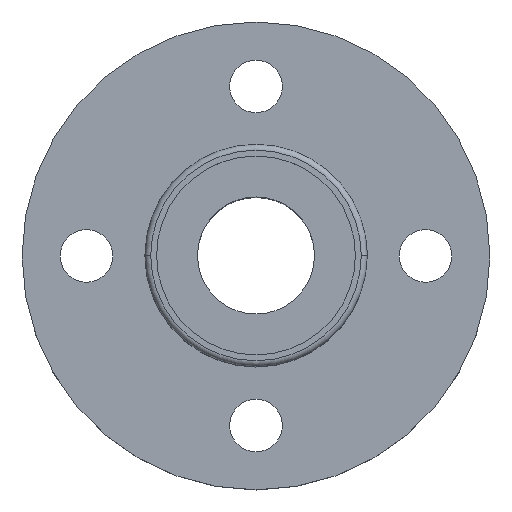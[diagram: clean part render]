
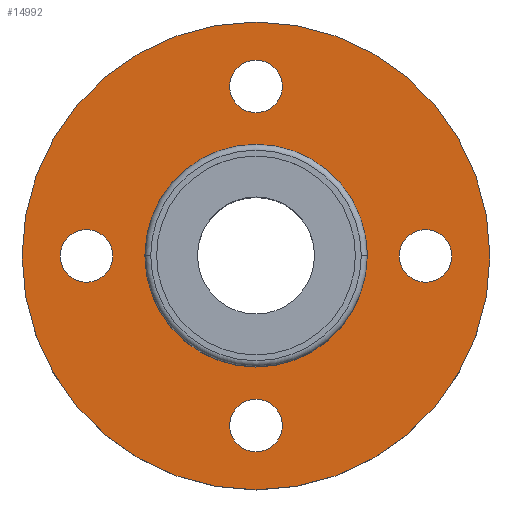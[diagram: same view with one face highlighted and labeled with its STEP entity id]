
A CAD part, top view. The second image highlights one B-rep face of the part: STEP entity #14992.
In plain terms, the highlighted planar face has unit normal (0, 0, 1).
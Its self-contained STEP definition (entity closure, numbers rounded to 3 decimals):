
#122 = CIRCLE ( 'NONE', #4843, 2.25 ) ;
#130 = CIRCLE ( 'NONE', #9803, 2.25 ) ;
#396 = CIRCLE ( 'NONE', #8804, 20. ) ;
#616 = CARTESIAN_POINT ( 'NONE',  ( -16.75, 0., 0. ) ) ;
#756 = EDGE_CURVE ( 'NONE', #13958, #3300, #6642, .T. ) ;
#785 = ORIENTED_EDGE ( 'NONE', *, *, #1430, .T. ) ;
#813 = CARTESIAN_POINT ( 'NONE',  ( 0., 0., 0. ) ) ;
#850 = FACE_BOUND ( 'NONE', #4107, .T. ) ;
#1390 = CARTESIAN_POINT ( 'NONE',  ( -9.5, 0., 0. ) ) ;
#1409 = AXIS2_PLACEMENT_3D ( 'NONE', #2292, #3386, #11754 ) ;
#1430 = EDGE_CURVE ( 'NONE', #6301, #7352, #4445, .T. ) ;
#1929 = CARTESIAN_POINT ( 'NONE',  ( 0., -14.5, 0. ) ) ;
#1955 = CARTESIAN_POINT ( 'NONE',  ( 14.5, 0., 0. ) ) ;
#1957 = ORIENTED_EDGE ( 'NONE', *, *, #13550, .F. ) ;
#1980 = DIRECTION ( 'NONE',  ( 0., 0., -1. ) ) ;
#2017 = FACE_OUTER_BOUND ( 'NONE', #11584, .T. ) ;
#2172 = FACE_BOUND ( 'NONE', #12299, .T. ) ;
#2292 = CARTESIAN_POINT ( 'NONE',  ( 0., 0., 0. ) ) ;
#2443 = AXIS2_PLACEMENT_3D ( 'NONE', #1955, #11422, #3435 ) ;
#2471 = AXIS2_PLACEMENT_3D ( 'NONE', #7396, #6161, #3680 ) ;
#2594 = AXIS2_PLACEMENT_3D ( 'NONE', #5744, #12867, #12949 ) ;
#2643 = VERTEX_POINT ( 'NONE', #616 ) ;
#2829 = EDGE_CURVE ( 'NONE', #15228, #6302, #13173, .T. ) ;
#2863 = AXIS2_PLACEMENT_3D ( 'NONE', #9114, #1980, #8109 ) ;
#3262 = DIRECTION ( 'NONE',  ( 0., 0., -1. ) ) ;
#3300 = VERTEX_POINT ( 'NONE', #9598 ) ;
#3334 = FACE_BOUND ( 'NONE', #11797, .T. ) ;
#3361 = ORIENTED_EDGE ( 'NONE', *, *, #8248, .T. ) ;
#3386 = DIRECTION ( 'NONE',  ( 0., 0., -1. ) ) ;
#3435 = DIRECTION ( 'NONE',  ( -1., 0., 0. ) ) ;
#3451 = CARTESIAN_POINT ( 'NONE',  ( 20., 0., 0. ) ) ;
#3615 = DIRECTION ( 'NONE',  ( 0., 0., -1. ) ) ;
#3680 = DIRECTION ( 'NONE',  ( 1., 0., 0. ) ) ;
#3743 = ORIENTED_EDGE ( 'NONE', *, *, #5631, .F. ) ;
#3752 = EDGE_LOOP ( 'NONE', ( #785, #6559 ) ) ;
#3978 = CARTESIAN_POINT ( 'NONE',  ( 2.25, -14.5, 0. ) ) ;
#4037 = ORIENTED_EDGE ( 'NONE', *, *, #12354, .T. ) ;
#4107 = EDGE_LOOP ( 'NONE', ( #3361, #10959 ) ) ;
#4180 = DIRECTION ( 'NONE',  ( 0., 0., -1. ) ) ;
#4356 = AXIS2_PLACEMENT_3D ( 'NONE', #12864, #9297, #15064 ) ;
#4431 = PLANE ( 'NONE',  #5120 ) ;
#4445 = CIRCLE ( 'NONE', #2443, 2.25 ) ;
#4538 = VERTEX_POINT ( 'NONE', #8574 ) ;
#4555 = CARTESIAN_POINT ( 'NONE',  ( 16.75, 0., 0. ) ) ;
#4714 = EDGE_CURVE ( 'NONE', #4538, #13356, #5431, .T. ) ;
#4843 = AXIS2_PLACEMENT_3D ( 'NONE', #14045, #8361, #9446 ) ;
#4878 = CIRCLE ( 'NONE', #1409, 20. ) ;
#4896 = DIRECTION ( 'NONE',  ( 0., 0., -1. ) ) ;
#5008 = AXIS2_PLACEMENT_3D ( 'NONE', #5905, #4896, #8302 ) ;
#5120 = AXIS2_PLACEMENT_3D ( 'NONE', #13895, #3262, #15373 ) ;
#5255 = ORIENTED_EDGE ( 'NONE', *, *, #13179, .T. ) ;
#5431 = CIRCLE ( 'NONE', #9882, 9.5 ) ;
#5506 = DIRECTION ( 'NONE',  ( -1., 0., 0. ) ) ;
#5550 = VERTEX_POINT ( 'NONE', #3451 ) ;
#5631 = EDGE_CURVE ( 'NONE', #13356, #4538, #11385, .T. ) ;
#5744 = CARTESIAN_POINT ( 'NONE',  ( -14.5, 0., 0. ) ) ;
#5905 = CARTESIAN_POINT ( 'NONE',  ( 0., 14.5, 0. ) ) ;
#6161 = DIRECTION ( 'NONE',  ( 0., 0., 1. ) ) ;
#6205 = EDGE_CURVE ( 'NONE', #10800, #5550, #4878, .T. ) ;
#6301 = VERTEX_POINT ( 'NONE', #4555 ) ;
#6302 = VERTEX_POINT ( 'NONE', #14998 ) ;
#6559 = ORIENTED_EDGE ( 'NONE', *, *, #14572, .T. ) ;
#6642 = CIRCLE ( 'NONE', #7620, 2.25 ) ;
#6718 = CARTESIAN_POINT ( 'NONE',  ( 0., -14.5, 0. ) ) ;
#6783 = DIRECTION ( 'NONE',  ( 1., 0., 0. ) ) ;
#6853 = ORIENTED_EDGE ( 'NONE', *, *, #756, .T. ) ;
#6979 = FACE_BOUND ( 'NONE', #9896, .T. ) ;
#7251 = CARTESIAN_POINT ( 'NONE',  ( 12.25, 0., 0. ) ) ;
#7352 = VERTEX_POINT ( 'NONE', #7251 ) ;
#7396 = CARTESIAN_POINT ( 'NONE',  ( 0., 0., 0. ) ) ;
#7543 = CIRCLE ( 'NONE', #4356, 2.25 ) ;
#7620 = AXIS2_PLACEMENT_3D ( 'NONE', #6718, #12368, #11448 ) ;
#7689 = ORIENTED_EDGE ( 'NONE', *, *, #4714, .F. ) ;
#8109 = DIRECTION ( 'NONE',  ( -1., 0., 0. ) ) ;
#8248 = EDGE_CURVE ( 'NONE', #6302, #15228, #122, .T. ) ;
#8302 = DIRECTION ( 'NONE',  ( -1., 0., 0. ) ) ;
#8361 = DIRECTION ( 'NONE',  ( 0., 0., -1. ) ) ;
#8574 = CARTESIAN_POINT ( 'NONE',  ( 9.5, 0., 0. ) ) ;
#8804 = AXIS2_PLACEMENT_3D ( 'NONE', #10754, #3615, #11845 ) ;
#9114 = CARTESIAN_POINT ( 'NONE',  ( 14.5, 0., 0. ) ) ;
#9177 = CARTESIAN_POINT ( 'NONE',  ( -12.25, 0., 0. ) ) ;
#9297 = DIRECTION ( 'NONE',  ( 0., 0., -1. ) ) ;
#9408 = VERTEX_POINT ( 'NONE', #9177 ) ;
#9446 = DIRECTION ( 'NONE',  ( -1., 0., 0. ) ) ;
#9598 = CARTESIAN_POINT ( 'NONE',  ( -2.25, -14.5, 0. ) ) ;
#9803 = AXIS2_PLACEMENT_3D ( 'NONE', #1929, #4180, #5506 ) ;
#9882 = AXIS2_PLACEMENT_3D ( 'NONE', #813, #15184, #6783 ) ;
#9896 = EDGE_LOOP ( 'NONE', ( #6853, #5255 ) ) ;
#10748 = EDGE_CURVE ( 'NONE', #9408, #2643, #12005, .T. ) ;
#10754 = CARTESIAN_POINT ( 'NONE',  ( 0., 0., 0. ) ) ;
#10800 = VERTEX_POINT ( 'NONE', #15068 ) ;
#10959 = ORIENTED_EDGE ( 'NONE', *, *, #2829, .T. ) ;
#11219 = CARTESIAN_POINT ( 'NONE',  ( -2.25, 14.5, 0. ) ) ;
#11385 = CIRCLE ( 'NONE', #2471, 9.5 ) ;
#11422 = DIRECTION ( 'NONE',  ( 0., 0., -1. ) ) ;
#11448 = DIRECTION ( 'NONE',  ( -1., 0., 0. ) ) ;
#11550 = CIRCLE ( 'NONE', #2863, 2.25 ) ;
#11584 = EDGE_LOOP ( 'NONE', ( #1957, #13286 ) ) ;
#11754 = DIRECTION ( 'NONE',  ( -1., 0., 0. ) ) ;
#11797 = EDGE_LOOP ( 'NONE', ( #13918, #4037 ) ) ;
#11845 = DIRECTION ( 'NONE',  ( -1., 0., 0. ) ) ;
#12005 = CIRCLE ( 'NONE', #2594, 2.25 ) ;
#12299 = EDGE_LOOP ( 'NONE', ( #3743, #7689 ) ) ;
#12354 = EDGE_CURVE ( 'NONE', #2643, #9408, #7543, .T. ) ;
#12368 = DIRECTION ( 'NONE',  ( 0., 0., -1. ) ) ;
#12864 = CARTESIAN_POINT ( 'NONE',  ( -14.5, 0., 0. ) ) ;
#12867 = DIRECTION ( 'NONE',  ( 0., 0., -1. ) ) ;
#12949 = DIRECTION ( 'NONE',  ( -1., 0., 0. ) ) ;
#12951 = FACE_BOUND ( 'NONE', #3752, .T. ) ;
#13173 = CIRCLE ( 'NONE', #5008, 2.25 ) ;
#13179 = EDGE_CURVE ( 'NONE', #3300, #13958, #130, .T. ) ;
#13286 = ORIENTED_EDGE ( 'NONE', *, *, #6205, .F. ) ;
#13356 = VERTEX_POINT ( 'NONE', #1390 ) ;
#13550 = EDGE_CURVE ( 'NONE', #5550, #10800, #396, .T. ) ;
#13895 = CARTESIAN_POINT ( 'NONE',  ( 0., 0., 0. ) ) ;
#13918 = ORIENTED_EDGE ( 'NONE', *, *, #10748, .T. ) ;
#13958 = VERTEX_POINT ( 'NONE', #3978 ) ;
#14045 = CARTESIAN_POINT ( 'NONE',  ( 0., 14.5, 0. ) ) ;
#14572 = EDGE_CURVE ( 'NONE', #7352, #6301, #11550, .T. ) ;
#14992 = ADVANCED_FACE ( 'NONE', ( #2172, #2017, #850, #3334, #6979, #12951 ), #4431, .F. ) ;
#14998 = CARTESIAN_POINT ( 'NONE',  ( 2.25, 14.5, 0. ) ) ;
#15064 = DIRECTION ( 'NONE',  ( -1., 0., 0. ) ) ;
#15068 = CARTESIAN_POINT ( 'NONE',  ( -20., 0., 0. ) ) ;
#15184 = DIRECTION ( 'NONE',  ( 0., 0., 1. ) ) ;
#15228 = VERTEX_POINT ( 'NONE', #11219 ) ;
#15373 = DIRECTION ( 'NONE',  ( -1., 0., 0. ) ) ;
